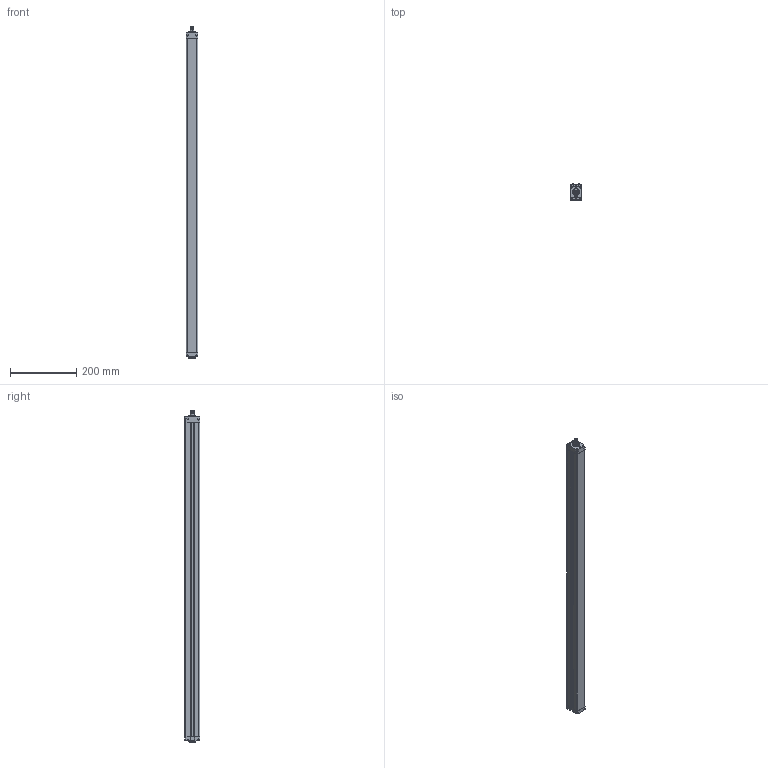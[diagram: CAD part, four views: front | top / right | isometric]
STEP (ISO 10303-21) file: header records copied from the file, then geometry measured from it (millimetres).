
FILE_DESCRIPTION((''),'2;1');
FILE_NAME('157327_SW','2011-03-03T',('banengservice'),('BANNER ENGINEERING'),'PRO/ENGINEER BY PARAMETRIC TECHNOLOGY CORPORATION, 2009141','PRO/ENGINEER BY PARAMETRIC TECHNOLOGY CORPORATION, 2009141','');
FILE_SCHEMA(('CONFIG_CONTROL_DESIGN'));
Length unit declared in the file: inch
Products named in the file (1): 157327_SW
Bounding box: 36 x 47.41 x 1002.71 mm (x, y, z)
Volume: 618957.4 mm3; surface area: 369285.2 mm2
Topology: 1 solids, 1 shells, 888 faces, 2324 edges, 1453 vertices
Faces by surface type: plane 402, cylinder 380, sphere 40, torus 40, bspline 21, cone 5
Entity records: 35889 total; most frequent: CARTESIAN_POINT 13871, ORIENTED_EDGE 4608, DIRECTION 4574, EDGE_CURVE 2304, AXIS2_PLACEMENT_3D 1573, VERTEX_POINT 1453, VECTOR 1428, LINE 1428
